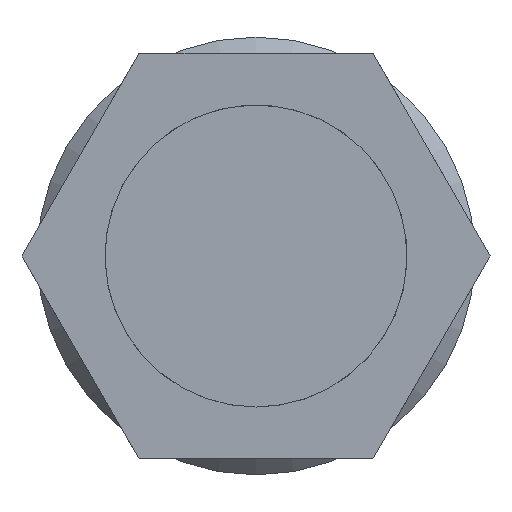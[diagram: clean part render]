
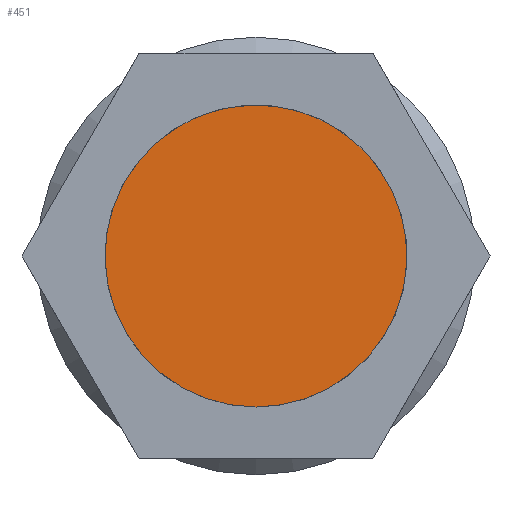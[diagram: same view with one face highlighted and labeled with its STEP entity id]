
A CAD part, front view. The second image highlights one B-rep face of the part: STEP entity #451.
In plain terms, the highlighted planar face has unit normal (0, -1, 0).
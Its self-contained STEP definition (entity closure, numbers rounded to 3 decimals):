
#114=ORIENTED_EDGE('',*,*,#151,.T.);
#151=EDGE_CURVE('',#177,#177,#189,.T.);
#177=VERTEX_POINT('',#1136);
#189=CIRCLE('',#480,10.75);
#220=EDGE_LOOP('',(#114));
#256=FACE_BOUND('',#220,.T.);
#277=PLANE('',#486);
#451=ADVANCED_FACE('',(#256),#277,.T.);
#480=AXIS2_PLACEMENT_3D('',#1135,#545,#546);
#486=AXIS2_PLACEMENT_3D('',#1144,#557,#558);
#545=DIRECTION('',(0.,-1.,0.));
#546=DIRECTION('',(-1.,0.,0.));
#557=DIRECTION('',(0.,-1.,0.));
#558=DIRECTION('',(0.,0.,-1.));
#1135=CARTESIAN_POINT('',(0.,27.83,0.));
#1136=CARTESIAN_POINT('',(-10.75,27.83,0.));
#1144=CARTESIAN_POINT('',(0.,27.83,0.));
